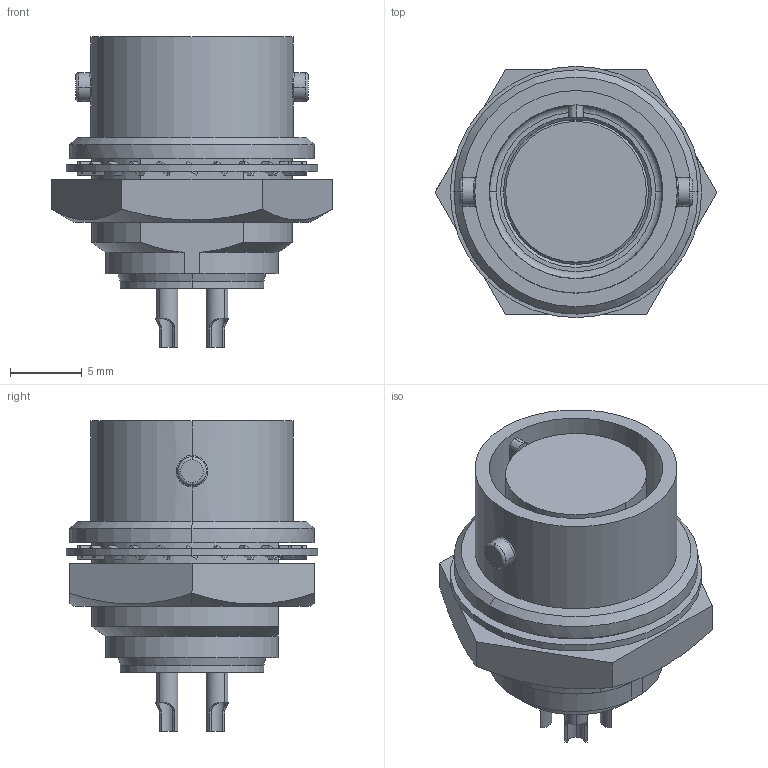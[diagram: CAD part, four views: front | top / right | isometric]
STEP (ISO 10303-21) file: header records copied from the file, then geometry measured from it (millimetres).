
FILE_DESCRIPTION(('CoCreate Modeling STEP Export'),'2;1');
FILE_NAME('RM12BRD-4S.stp','2009-09-25T17:08:55',(''),(''),'CoCreate Modeling STEP processor for AP214 (Solid Model)','CoCreate Modeling 16.00B 02-Dec-2008 (C) Parametric Technology GmbH','');
FILE_SCHEMA(('AUTOMOTIVE_DESIGN { 1 0 10303 214 1 1 1 1 }'));
Length unit declared in the file: millimetre
Products named in the file (1): RM12BRD-4S
Bounding box: 19.63 x 17.5 x 21.6 mm (x, y, z)
Volume: 2572.5 mm3; surface area: 2965.7 mm2
Topology: 1 solids, 1 shells, 397 faces, 1060 edges, 645 vertices
Faces by surface type: cylinder 193, plane 156, cone 14, bspline 14, torus 12, sphere 8
Entity records: 15041 total; most frequent: CARTESIAN_POINT 6336, ORIENTED_EDGE 2104, DIRECTION 1564, EDGE_CURVE 1052, VERTEX_POINT 645, AXIS2_PLACEMENT_3D 589, EDGE_LOOP 415, FACE_OUTER_BOUND 397
